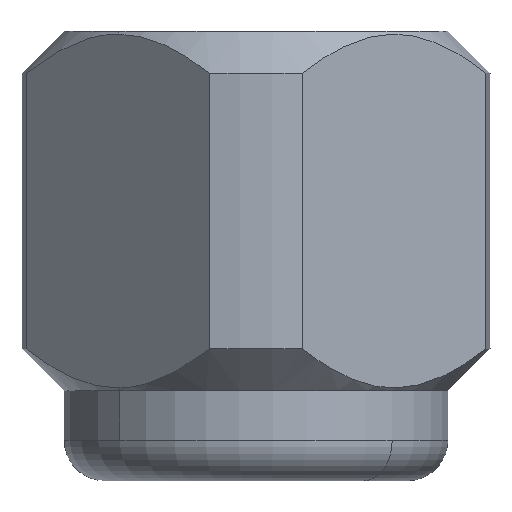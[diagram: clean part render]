
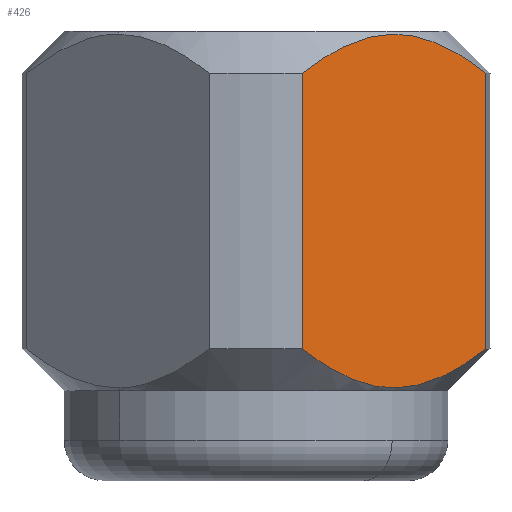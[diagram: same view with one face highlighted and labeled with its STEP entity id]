
A CAD part, front view. The second image highlights one B-rep face of the part: STEP entity #426.
In plain terms, the highlighted planar face has unit normal (0.707, -0.707, 0).
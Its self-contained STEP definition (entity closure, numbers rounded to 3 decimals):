
#338=EDGE_CURVE('',#768,#384,#951,.T.);
#362=EDGE_CURVE('',#640,#768,#976,.T.);
#384=VERTEX_POINT('',#1000);
#426=ADVANCED_FACE('',(#1049),#1050,.T.);
#482=EDGE_CURVE('',#646,#640,#1113,.T.);
#640=VERTEX_POINT('',#1290);
#646=VERTEX_POINT('',#1296);
#768=VERTEX_POINT('',#1433);
#804=EDGE_CURVE('',#384,#646,#1472,.T.);
#951=LINE('',#1628,#1629);
#976=(B_SPLINE_CURVE(2,(#1667,#1668,#1669),.UNSPECIFIED.,.F.,.F.)B_SPLINE_CURVE_WITH_KNOTS((3,3),(0.0,6.928),.UNSPECIFIED.)RATIONAL_B_SPLINE_CURVE((1.0,1.2,1.0))BOUNDED_CURVE()REPRESENTATION_ITEM('')GEOMETRIC_REPRESENTATION_ITEM()CURVE());
#1000=CARTESIAN_POINT('',(5.881,-1.19,-8.127));
#1049=FACE_OUTER_BOUND('',#1796,.T.);
#1050=PLANE('',#1797);
#1113=LINE('',#1884,#1885);
#1290=CARTESIAN_POINT('',(1.19,-5.881,-1.074));
#1296=CARTESIAN_POINT('',(1.19,-5.881,-8.127));
#1433=CARTESIAN_POINT('',(5.881,-1.19,-1.074));
#1472=(B_SPLINE_CURVE(2,(#2401,#2402,#2403),.UNSPECIFIED.,.F.,.F.)B_SPLINE_CURVE_WITH_KNOTS((3,3),(0.0,6.928),.UNSPECIFIED.)RATIONAL_B_SPLINE_CURVE((1.0,1.2,1.0))BOUNDED_CURVE()REPRESENTATION_ITEM('')GEOMETRIC_REPRESENTATION_ITEM()CURVE());
#1628=CARTESIAN_POINT('',(5.881,-1.19,-4.6));
#1629=VECTOR('',#2617,1.0);
#1667=CARTESIAN_POINT('',(1.19,-5.881,-1.074));
#1668=CARTESIAN_POINT('',(3.536,-3.536,0.76));
#1669=CARTESIAN_POINT('',(5.881,-1.19,-1.074));
#1796=EDGE_LOOP('',(#2743,#2744,#2745,#2746));
#1797=AXIS2_PLACEMENT_3D('',#2747,#2748,#2749);
#1884=CARTESIAN_POINT('',(1.19,-5.881,-4.6));
#1885=VECTOR('',#2828,1.0);
#2401=CARTESIAN_POINT('',(5.881,-1.19,-8.127));
#2402=CARTESIAN_POINT('',(3.536,-3.536,-9.96));
#2403=CARTESIAN_POINT('',(1.19,-5.881,-8.127));
#2617=DIRECTION('',(0.,0.,-1.0));
#2743=ORIENTED_EDGE('',*,*,#804,.F.);
#2744=ORIENTED_EDGE('',*,*,#338,.F.);
#2745=ORIENTED_EDGE('',*,*,#362,.F.);
#2746=ORIENTED_EDGE('',*,*,#482,.F.);
#2747=CARTESIAN_POINT('',(3.536,-3.536,-3.45));
#2748=DIRECTION('',(0.707,-0.707,0.));
#2749=DIRECTION('',(0.707,0.707,0.0));
#2828=DIRECTION('',(0.,0.,1.0));
